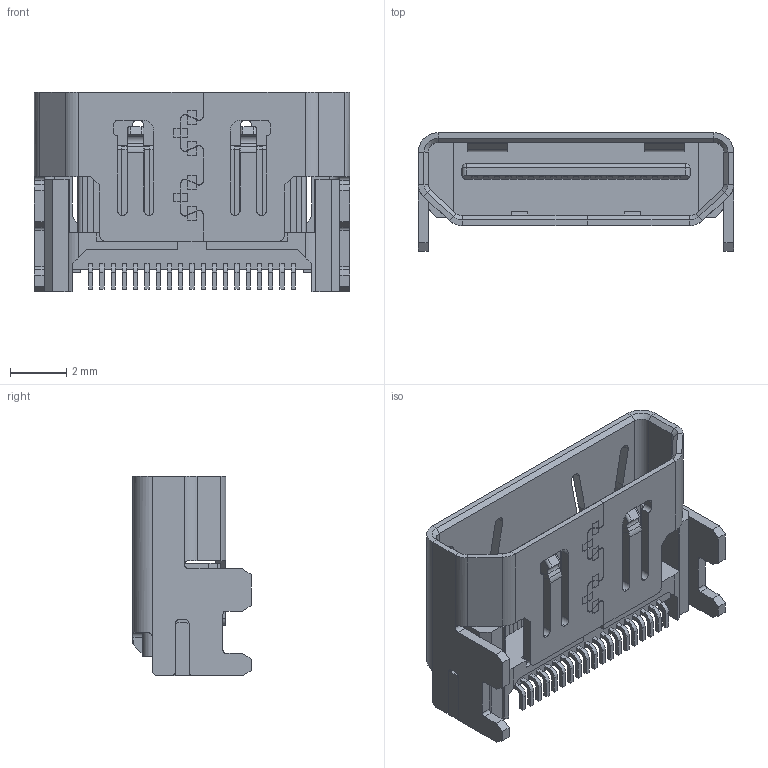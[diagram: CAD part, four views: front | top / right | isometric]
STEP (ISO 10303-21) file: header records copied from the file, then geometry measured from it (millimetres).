
FILE_DESCRIPTION (( 'STEP AP214' ), '1' );
FILE_NAME ('DC2R019JA7R1700.STEP', '2023-05-18T05:42:33', ( '' ), ( '' ), 'SwSTEP 2.0', 'SolidWorks 2021', '' );
FILE_SCHEMA (( 'AUTOMOTIVE_DESIGN' ));
Length unit declared in the file: millimetre
Products named in the file (1): DC2R019JA7R1700
Bounding box: 11.2 x 4.2 x 7.1 mm (x, y, z)
Volume: 104.3 mm3; surface area: 576.2 mm2
Topology: 40 solids, 40 shells, 829 faces, 2122 edges, 1372 vertices
Faces by surface type: plane 646, cylinder 175, cone 6, sphere 2
Entity records: 25193 total; most frequent: CARTESIAN_POINT 4426, ORIENTED_EDGE 4240, DIRECTION 4110, EDGE_CURVE 2120, VECTOR 1758, LINE 1758, VERTEX_POINT 1372, AXIS2_PLACEMENT_3D 1176
